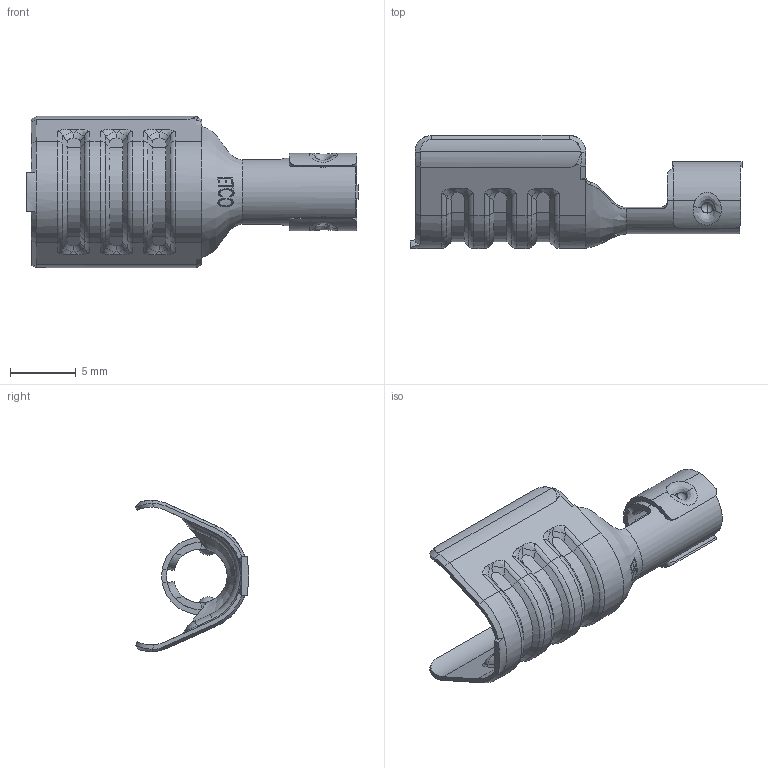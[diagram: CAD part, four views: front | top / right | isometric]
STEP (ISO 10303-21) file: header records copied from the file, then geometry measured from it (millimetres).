
FILE_DESCRIPTION (( 'STEP AP203' ), '1' );
FILE_NAME ('DT975-NT.STEP', '2019-11-06T14:06:56', ( 'tempuser' ), ( 'Microsoft' ), 'SwSTEP 2.0', 'SolidWorks 2019', '' );
FILE_SCHEMA (( 'CONFIG_CONTROL_DESIGN' ));
Length unit declared in the file: inch
Products named in the file (3): SCA209 expanded for mating_SCA209; DT975-NT; DT975_DT975-SS-NT without carrier
Assembly tree (2 placements, depth 2):
  DT975-NT
    DT975_DT975-SS-NT without carrier
    SCA209 expanded for mating_SCA209
Bounding box: 25.29 x 8.61 x 11.51 mm (x, y, z)
Volume: 224 mm3; surface area: 1022.7 mm2
Topology: 2 solids, 2 shells, 317 faces, 823 edges, 511 vertices
Faces by surface type: plane 101, cylinder 94, bspline 59, torus 42, cone 13, sphere 8
Entity records: 13409 total; most frequent: CARTESIAN_POINT 5909, ORIENTED_EDGE 1646, DIRECTION 1354, EDGE_CURVE 823, AXIS2_PLACEMENT_3D 517, VERTEX_POINT 511, EDGE_LOOP 322, LINE 320
